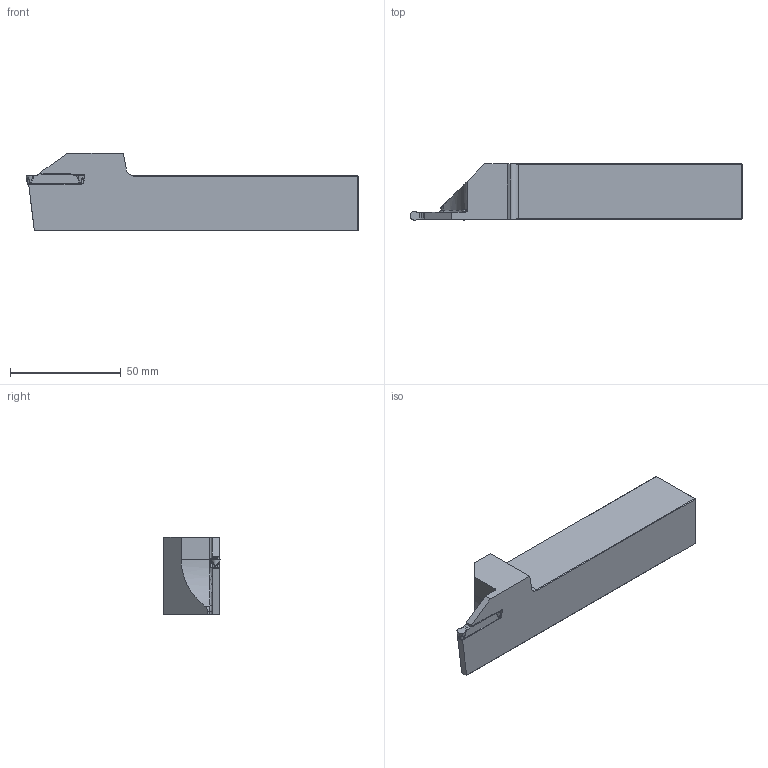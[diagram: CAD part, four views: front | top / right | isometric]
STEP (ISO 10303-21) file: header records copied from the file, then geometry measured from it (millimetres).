
FILE_DESCRIPTION(/* description */ (''),/* implementation_level */ '2;1');
FILE_NAME(/* name */ 'ADKT-SGC-R-2525-4-R25.stp',/* time_stamp */ '2023-10-28T21:09:25+03:00',/* author */ (''),/* organization */ (''),/* preprocessor_version */ 'ST-DEVELOPER v19.4',/* originating_system */ 'SIEMENS PLM Software NX2306.3001',/* authorisation */ '');
FILE_SCHEMA (('AUTOMOTIVE_DESIGN { 1 0 10303 214 3 1 1 1 }'));
Length unit declared in the file: millimetre
Products named in the file (1): ADKT-SGC-R-2525-4-R25-light
Bounding box: 149.99 x 25.39 x 35 mm (x, y, z)
Volume: 84672.4 mm3; surface area: 16133.9 mm2
Topology: 2 solids, 2 shells, 118 faces, 301 edges, 185 vertices
Faces by surface type: plane 54, bspline 34, cylinder 26, torus 2, cone 2
Entity records: 5185 total; most frequent: CARTESIAN_POINT 2018, ORIENTED_EDGE 598, DIRECTION 463, EDGE_CURVE 299, VERTEX_POINT 185, AXIS2_PLACEMENT_3D 162, LINE 139, VECTOR 139
